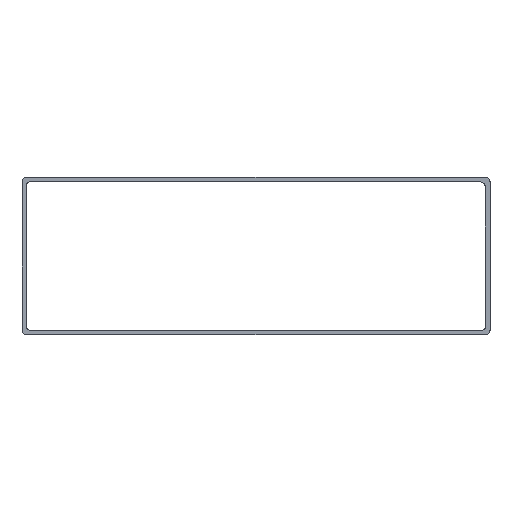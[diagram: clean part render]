
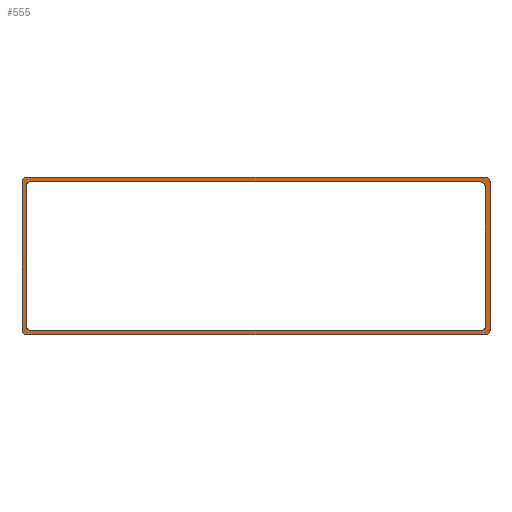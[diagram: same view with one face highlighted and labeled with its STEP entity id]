
A CAD part, top view. The second image highlights one B-rep face of the part: STEP entity #555.
In plain terms, the highlighted planar face has unit normal (0, 0, 1).
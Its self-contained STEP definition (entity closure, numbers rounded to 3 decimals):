
#167 = EDGE_CURVE('',#168,#170,#172,.T.);
#168 = VERTEX_POINT('',#169);
#169 = CARTESIAN_POINT('',(-96.,-30.,1.4));
#170 = VERTEX_POINT('',#171);
#171 = CARTESIAN_POINT('',(-96.,30.,1.4));
#172 = LINE('',#173,#174);
#173 = CARTESIAN_POINT('',(-96.,-31.,1.4));
#174 = VECTOR('',#175,1.);
#175 = DIRECTION('',(0.,1.,0.));
#200 = VERTEX_POINT('',#201);
#201 = CARTESIAN_POINT('',(-95.,-31.,1.4));
#207 = EDGE_CURVE('',#168,#200,#208,.T.);
#208 = CIRCLE('',#209,1.);
#209 = AXIS2_PLACEMENT_3D('',#210,#211,#212);
#210 = CARTESIAN_POINT('',(-95.,-30.,1.4));
#211 = DIRECTION('',(-0.,0.,1.));
#212 = DIRECTION('',(0.,-1.,0.));
#225 = EDGE_CURVE('',#226,#170,#228,.T.);
#226 = VERTEX_POINT('',#227);
#227 = CARTESIAN_POINT('',(-95.,31.,1.4));
#228 = CIRCLE('',#229,1.);
#229 = AXIS2_PLACEMENT_3D('',#230,#231,#232);
#230 = CARTESIAN_POINT('',(-95.,30.,1.4));
#231 = DIRECTION('',(-0.,0.,1.));
#232 = DIRECTION('',(0.,-1.,0.));
#250 = EDGE_CURVE('',#200,#251,#253,.T.);
#251 = VERTEX_POINT('',#252);
#252 = CARTESIAN_POINT('',(95.,-31.,1.4));
#253 = LINE('',#254,#255);
#254 = CARTESIAN_POINT('',(-96.,-31.,1.4));
#255 = VECTOR('',#256,1.);
#256 = DIRECTION('',(1.,0.,0.));
#274 = EDGE_CURVE('',#226,#275,#277,.T.);
#275 = VERTEX_POINT('',#276);
#276 = CARTESIAN_POINT('',(94.,31.,1.4));
#277 = LINE('',#278,#279);
#278 = CARTESIAN_POINT('',(-96.,31.,1.4));
#279 = VECTOR('',#280,1.);
#280 = DIRECTION('',(1.,0.,0.));
#298 = VERTEX_POINT('',#299);
#299 = CARTESIAN_POINT('',(96.,-30.,1.4));
#305 = EDGE_CURVE('',#251,#298,#306,.T.);
#306 = CIRCLE('',#307,1.);
#307 = AXIS2_PLACEMENT_3D('',#308,#309,#310);
#308 = CARTESIAN_POINT('',(95.,-30.,1.4));
#309 = DIRECTION('',(-0.,0.,1.));
#310 = DIRECTION('',(0.,-1.,0.));
#323 = EDGE_CURVE('',#324,#275,#326,.T.);
#324 = VERTEX_POINT('',#325);
#325 = CARTESIAN_POINT('',(96.,29.,1.4));
#326 = CIRCLE('',#327,2.);
#327 = AXIS2_PLACEMENT_3D('',#328,#329,#330);
#328 = CARTESIAN_POINT('',(94.,29.,1.4));
#329 = DIRECTION('',(-0.,0.,1.));
#330 = DIRECTION('',(0.,-1.,0.));
#346 = EDGE_CURVE('',#298,#324,#347,.T.);
#347 = LINE('',#348,#349);
#348 = CARTESIAN_POINT('',(96.,-31.,1.4));
#349 = VECTOR('',#350,1.);
#350 = DIRECTION('',(0.,1.,0.));
#363 = EDGE_CURVE('',#364,#366,#368,.T.);
#364 = VERTEX_POINT('',#365);
#365 = CARTESIAN_POINT('',(-98.,-31.,1.4));
#366 = VERTEX_POINT('',#367);
#367 = CARTESIAN_POINT('',(-98.,31.,1.4));
#368 = LINE('',#369,#370);
#369 = CARTESIAN_POINT('',(-98.,-33.,1.4));
#370 = VECTOR('',#371,1.);
#371 = DIRECTION('',(0.,1.,0.));
#396 = VERTEX_POINT('',#397);
#397 = CARTESIAN_POINT('',(-96.,-33.,1.4));
#403 = EDGE_CURVE('',#364,#396,#404,.T.);
#404 = CIRCLE('',#405,2.);
#405 = AXIS2_PLACEMENT_3D('',#406,#407,#408);
#406 = CARTESIAN_POINT('',(-96.,-31.,1.4));
#407 = DIRECTION('',(-0.,0.,1.));
#408 = DIRECTION('',(0.,-1.,0.));
#421 = EDGE_CURVE('',#422,#366,#424,.T.);
#422 = VERTEX_POINT('',#423);
#423 = CARTESIAN_POINT('',(-96.,33.,1.4));
#424 = CIRCLE('',#425,2.);
#425 = AXIS2_PLACEMENT_3D('',#426,#427,#428);
#426 = CARTESIAN_POINT('',(-96.,31.,1.4));
#427 = DIRECTION('',(-0.,0.,1.));
#428 = DIRECTION('',(0.,-1.,0.));
#446 = EDGE_CURVE('',#396,#447,#449,.T.);
#447 = VERTEX_POINT('',#448);
#448 = CARTESIAN_POINT('',(96.,-33.,1.4));
#449 = LINE('',#450,#451);
#450 = CARTESIAN_POINT('',(-98.,-33.,1.4));
#451 = VECTOR('',#452,1.);
#452 = DIRECTION('',(1.,0.,0.));
#470 = EDGE_CURVE('',#422,#471,#473,.T.);
#471 = VERTEX_POINT('',#472);
#472 = CARTESIAN_POINT('',(96.,33.,1.4));
#473 = LINE('',#474,#475);
#474 = CARTESIAN_POINT('',(-98.,33.,1.4));
#475 = VECTOR('',#476,1.);
#476 = DIRECTION('',(1.,0.,0.));
#494 = VERTEX_POINT('',#495);
#495 = CARTESIAN_POINT('',(98.,-31.,1.4));
#501 = EDGE_CURVE('',#447,#494,#502,.T.);
#502 = CIRCLE('',#503,2.);
#503 = AXIS2_PLACEMENT_3D('',#504,#505,#506);
#504 = CARTESIAN_POINT('',(96.,-31.,1.4));
#505 = DIRECTION('',(-0.,0.,1.));
#506 = DIRECTION('',(0.,-1.,0.));
#519 = EDGE_CURVE('',#520,#471,#522,.T.);
#520 = VERTEX_POINT('',#521);
#521 = CARTESIAN_POINT('',(98.,31.,1.4));
#522 = CIRCLE('',#523,2.);
#523 = AXIS2_PLACEMENT_3D('',#524,#525,#526);
#524 = CARTESIAN_POINT('',(96.,31.,1.4));
#525 = DIRECTION('',(-0.,0.,1.));
#526 = DIRECTION('',(0.,-1.,0.));
#542 = EDGE_CURVE('',#494,#520,#543,.T.);
#543 = LINE('',#544,#545);
#544 = CARTESIAN_POINT('',(98.,-33.,1.4));
#545 = VECTOR('',#546,1.);
#546 = DIRECTION('',(0.,1.,0.));
#555 = ADVANCED_FACE('',(#556,#566),#576,.T.);
#556 = FACE_BOUND('',#557,.T.);
#557 = EDGE_LOOP('',(#558,#559,#560,#561,#562,#563,#564,#565));
#558 = ORIENTED_EDGE('',*,*,#167,.T.);
#559 = ORIENTED_EDGE('',*,*,#225,.F.);
#560 = ORIENTED_EDGE('',*,*,#274,.T.);
#561 = ORIENTED_EDGE('',*,*,#323,.F.);
#562 = ORIENTED_EDGE('',*,*,#346,.F.);
#563 = ORIENTED_EDGE('',*,*,#305,.F.);
#564 = ORIENTED_EDGE('',*,*,#250,.F.);
#565 = ORIENTED_EDGE('',*,*,#207,.F.);
#566 = FACE_BOUND('',#567,.T.);
#567 = EDGE_LOOP('',(#568,#569,#570,#571,#572,#573,#574,#575));
#568 = ORIENTED_EDGE('',*,*,#363,.F.);
#569 = ORIENTED_EDGE('',*,*,#403,.T.);
#570 = ORIENTED_EDGE('',*,*,#446,.T.);
#571 = ORIENTED_EDGE('',*,*,#501,.T.);
#572 = ORIENTED_EDGE('',*,*,#542,.T.);
#573 = ORIENTED_EDGE('',*,*,#519,.T.);
#574 = ORIENTED_EDGE('',*,*,#470,.F.);
#575 = ORIENTED_EDGE('',*,*,#421,.T.);
#576 = PLANE('',#577);
#577 = AXIS2_PLACEMENT_3D('',#578,#579,#580);
#578 = CARTESIAN_POINT('',(-98.,-33.,1.4));
#579 = DIRECTION('',(0.,0.,1.));
#580 = DIRECTION('',(1.,0.,0.));
